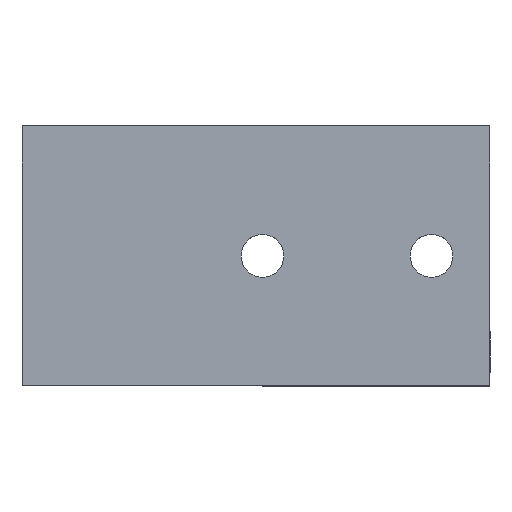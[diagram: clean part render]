
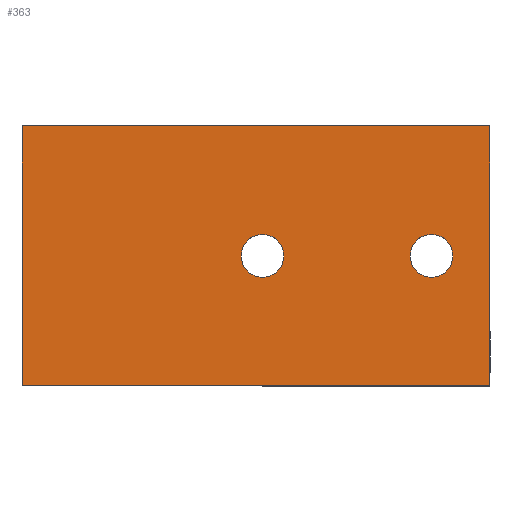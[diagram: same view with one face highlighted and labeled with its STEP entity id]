
A CAD part, top view. The second image highlights one B-rep face of the part: STEP entity #363.
In plain terms, the highlighted planar face has unit normal (0, 0, 1).
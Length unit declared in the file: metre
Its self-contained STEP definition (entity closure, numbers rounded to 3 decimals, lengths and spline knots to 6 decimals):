
#23=LINE('',#549,#57);
#35=LINE('',#594,#69);
#36=LINE('',#597,#70);
#37=LINE('',#598,#71);
#57=VECTOR('',#438,1.);
#69=VECTOR('',#480,1.);
#70=VECTOR('',#481,1.);
#71=VECTOR('',#482,1.);
#115=ORIENTED_EDGE('',*,*,#210,.F.);
#116=ORIENTED_EDGE('',*,*,#211,.F.);
#117=ORIENTED_EDGE('',*,*,#212,.F.);
#118=ORIENTED_EDGE('',*,*,#213,.T.);
#119=ORIENTED_EDGE('',*,*,#190,.T.);
#120=ORIENTED_EDGE('',*,*,#214,.T.);
#190=EDGE_CURVE('',#240,#239,#23,.T.);
#210=EDGE_CURVE('',#256,#256,#278,.F.);
#211=EDGE_CURVE('',#257,#257,#279,.F.);
#212=EDGE_CURVE('',#258,#259,#35,.T.);
#213=EDGE_CURVE('',#258,#240,#36,.T.);
#214=EDGE_CURVE('',#239,#259,#37,.T.);
#239=VERTEX_POINT('',#548);
#240=VERTEX_POINT('',#550);
#256=VERTEX_POINT('',#591);
#257=VERTEX_POINT('',#593);
#258=VERTEX_POINT('',#595);
#259=VERTEX_POINT('',#596);
#278=CIRCLE('',#407,0.00165);
#279=CIRCLE('',#408,0.00165);
#291=EDGE_LOOP('',(#115));
#292=EDGE_LOOP('',(#116));
#293=EDGE_LOOP('',(#117,#118,#119,#120));
#321=FACE_BOUND('',#291,.T.);
#322=FACE_BOUND('',#292,.T.);
#323=FACE_BOUND('',#293,.T.);
#346=PLANE('',#406);
#363=ADVANCED_FACE('',(#321,#322,#323),#346,.F.);
#406=AXIS2_PLACEMENT_3D('',#589,#474,#475);
#407=AXIS2_PLACEMENT_3D('',#590,#476,#477);
#408=AXIS2_PLACEMENT_3D('',#592,#478,#479);
#438=DIRECTION('',(-1.,0.,0.));
#474=DIRECTION('',(0.,0.,-1.));
#475=DIRECTION('',(-1.,0.,0.));
#476=DIRECTION('',(0.,0.,-1.));
#477=DIRECTION('',(-1.,0.,0.));
#478=DIRECTION('',(0.,0.,-1.));
#479=DIRECTION('',(-1.,0.,0.));
#480=DIRECTION('',(-1.,0.,0.));
#481=DIRECTION('',(0.,1.,0.));
#482=DIRECTION('',(0.,-1.,0.));
#548=CARTESIAN_POINT('',(-0.0665,0.037,0.0765));
#549=CARTESIAN_POINT('',(-0.052498,0.037,0.0765));
#550=CARTESIAN_POINT('',(-0.0305,0.037,0.0765));
#589=CARTESIAN_POINT('',(-0.052498,0.027,0.0765));
#590=CARTESIAN_POINT('',(-0.048,0.027,0.0765));
#591=CARTESIAN_POINT('',(-0.04965,0.027,0.0765));
#592=CARTESIAN_POINT('',(-0.035,0.027,0.0765));
#593=CARTESIAN_POINT('',(-0.03665,0.027,0.0765));
#594=CARTESIAN_POINT('',(-0.052498,0.017,0.0765));
#595=CARTESIAN_POINT('',(-0.0305,0.017,0.0765));
#596=CARTESIAN_POINT('',(-0.0665,0.017,0.0765));
#597=CARTESIAN_POINT('',(-0.0305,0.027,0.0765));
#598=CARTESIAN_POINT('',(-0.0665,0.027,0.0765));
